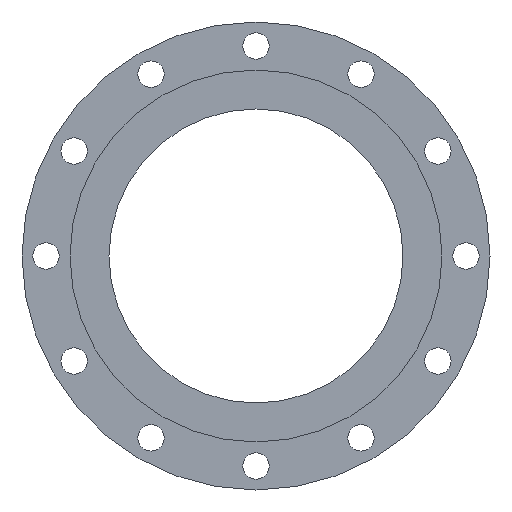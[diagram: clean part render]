
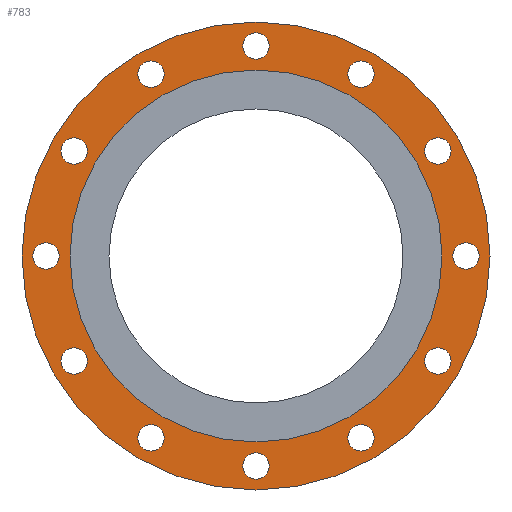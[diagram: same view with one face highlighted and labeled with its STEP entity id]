
A CAD part, front view. The second image highlights one B-rep face of the part: STEP entity #783.
In plain terms, the highlighted planar face has unit normal (0, -1, 0).
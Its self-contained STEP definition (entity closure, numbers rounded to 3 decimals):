
#29=FACE_BOUND('',#159,.T.);
#30=FACE_BOUND('',#160,.T.);
#31=FACE_BOUND('',#161,.T.);
#32=FACE_BOUND('',#162,.T.);
#33=FACE_BOUND('',#163,.T.);
#34=FACE_BOUND('',#164,.T.);
#35=FACE_BOUND('',#165,.T.);
#36=FACE_BOUND('',#166,.T.);
#37=FACE_BOUND('',#167,.T.);
#38=FACE_BOUND('',#168,.T.);
#39=FACE_BOUND('',#169,.T.);
#40=FACE_BOUND('',#170,.T.);
#41=FACE_BOUND('',#171,.T.);
#71=PLANE('',#897);
#106=FACE_OUTER_BOUND('',#158,.T.);
#158=EDGE_LOOP('',(#616));
#159=EDGE_LOOP('',(#617));
#160=EDGE_LOOP('',(#618));
#161=EDGE_LOOP('',(#619));
#162=EDGE_LOOP('',(#620));
#163=EDGE_LOOP('',(#621));
#164=EDGE_LOOP('',(#622));
#165=EDGE_LOOP('',(#623));
#166=EDGE_LOOP('',(#624));
#167=EDGE_LOOP('',(#625));
#168=EDGE_LOOP('',(#626));
#169=EDGE_LOOP('',(#627));
#170=EDGE_LOOP('',(#628));
#171=EDGE_LOOP('',(#629));
#271=CIRCLE('',#819,11.);
#275=CIRCLE('',#825,11.);
#279=CIRCLE('',#831,11.);
#283=CIRCLE('',#837,11.);
#287=CIRCLE('',#843,11.);
#291=CIRCLE('',#849,11.);
#295=CIRCLE('',#855,11.);
#299=CIRCLE('',#861,11.);
#303=CIRCLE('',#867,11.);
#307=CIRCLE('',#873,11.);
#311=CIRCLE('',#879,11.);
#315=CIRCLE('',#885,11.);
#322=CIRCLE('',#896,195.);
#323=CIRCLE('',#898,154.996);
#338=VERTEX_POINT('',#1167);
#342=VERTEX_POINT('',#1179);
#346=VERTEX_POINT('',#1191);
#350=VERTEX_POINT('',#1203);
#354=VERTEX_POINT('',#1215);
#358=VERTEX_POINT('',#1227);
#362=VERTEX_POINT('',#1239);
#366=VERTEX_POINT('',#1251);
#370=VERTEX_POINT('',#1263);
#374=VERTEX_POINT('',#1275);
#378=VERTEX_POINT('',#1287);
#382=VERTEX_POINT('',#1299);
#388=VERTEX_POINT('',#1318);
#389=VERTEX_POINT('',#1322);
#403=EDGE_CURVE('',#338,#338,#271,.T.);
#409=EDGE_CURVE('',#342,#342,#275,.T.);
#415=EDGE_CURVE('',#346,#346,#279,.T.);
#421=EDGE_CURVE('',#350,#350,#283,.T.);
#427=EDGE_CURVE('',#354,#354,#287,.T.);
#433=EDGE_CURVE('',#358,#358,#291,.T.);
#439=EDGE_CURVE('',#362,#362,#295,.T.);
#445=EDGE_CURVE('',#366,#366,#299,.T.);
#451=EDGE_CURVE('',#370,#370,#303,.T.);
#457=EDGE_CURVE('',#374,#374,#307,.T.);
#463=EDGE_CURVE('',#378,#378,#311,.T.);
#469=EDGE_CURVE('',#382,#382,#315,.T.);
#477=EDGE_CURVE('',#388,#388,#322,.T.);
#479=EDGE_CURVE('',#389,#389,#323,.T.);
#616=ORIENTED_EDGE('',*,*,#477,.T.);
#617=ORIENTED_EDGE('',*,*,#403,.T.);
#618=ORIENTED_EDGE('',*,*,#409,.T.);
#619=ORIENTED_EDGE('',*,*,#415,.T.);
#620=ORIENTED_EDGE('',*,*,#421,.T.);
#621=ORIENTED_EDGE('',*,*,#427,.T.);
#622=ORIENTED_EDGE('',*,*,#433,.T.);
#623=ORIENTED_EDGE('',*,*,#439,.T.);
#624=ORIENTED_EDGE('',*,*,#445,.T.);
#625=ORIENTED_EDGE('',*,*,#451,.T.);
#626=ORIENTED_EDGE('',*,*,#457,.T.);
#627=ORIENTED_EDGE('',*,*,#463,.T.);
#628=ORIENTED_EDGE('',*,*,#469,.T.);
#629=ORIENTED_EDGE('',*,*,#479,.F.);
#783=ADVANCED_FACE('',(#106,#29,#30,#31,#32,#33,#34,#35,#36,#37,#38,#39,
#40,#41),#71,.T.);
#819=AXIS2_PLACEMENT_3D('',#1169,#932,#933);
#825=AXIS2_PLACEMENT_3D('',#1181,#946,#947);
#831=AXIS2_PLACEMENT_3D('',#1193,#960,#961);
#837=AXIS2_PLACEMENT_3D('',#1205,#974,#975);
#843=AXIS2_PLACEMENT_3D('',#1217,#988,#989);
#849=AXIS2_PLACEMENT_3D('',#1229,#1002,#1003);
#855=AXIS2_PLACEMENT_3D('',#1241,#1016,#1017);
#861=AXIS2_PLACEMENT_3D('',#1253,#1030,#1031);
#867=AXIS2_PLACEMENT_3D('',#1265,#1044,#1045);
#873=AXIS2_PLACEMENT_3D('',#1277,#1058,#1059);
#879=AXIS2_PLACEMENT_3D('',#1289,#1072,#1073);
#885=AXIS2_PLACEMENT_3D('',#1301,#1086,#1087);
#896=AXIS2_PLACEMENT_3D('',#1319,#1109,#1110);
#897=AXIS2_PLACEMENT_3D('',#1321,#1112,#1113);
#898=AXIS2_PLACEMENT_3D('',#1323,#1114,#1115);
#932=DIRECTION('center_axis',(0.,1.,0.));
#933=DIRECTION('ref_axis',(1.,0.,0.));
#946=DIRECTION('center_axis',(0.,1.,0.));
#947=DIRECTION('ref_axis',(1.,0.,0.));
#960=DIRECTION('center_axis',(0.,1.,0.));
#961=DIRECTION('ref_axis',(1.,0.,0.));
#974=DIRECTION('center_axis',(0.,1.,0.));
#975=DIRECTION('ref_axis',(1.,0.,0.));
#988=DIRECTION('center_axis',(0.,1.,0.));
#989=DIRECTION('ref_axis',(1.,0.,0.));
#1002=DIRECTION('center_axis',(0.,1.,0.));
#1003=DIRECTION('ref_axis',(1.,0.,0.));
#1016=DIRECTION('center_axis',(0.,1.,0.));
#1017=DIRECTION('ref_axis',(1.,0.,0.));
#1030=DIRECTION('center_axis',(0.,1.,0.));
#1031=DIRECTION('ref_axis',(1.,0.,0.));
#1044=DIRECTION('center_axis',(0.,1.,0.));
#1045=DIRECTION('ref_axis',(1.,0.,0.));
#1058=DIRECTION('center_axis',(0.,1.,0.));
#1059=DIRECTION('ref_axis',(1.,0.,0.));
#1072=DIRECTION('center_axis',(0.,1.,0.));
#1073=DIRECTION('ref_axis',(1.,0.,0.));
#1086=DIRECTION('center_axis',(0.,1.,0.));
#1087=DIRECTION('ref_axis',(1.,0.,0.));
#1109=DIRECTION('center_axis',(0.,-1.,0.));
#1110=DIRECTION('ref_axis',(1.,0.,0.));
#1112=DIRECTION('center_axis',(0.,-1.,0.));
#1113=DIRECTION('ref_axis',(0.,0.,-1.));
#1114=DIRECTION('center_axis',(0.,-1.,0.));
#1115=DIRECTION('ref_axis',(1.,0.,0.));
#1167=CARTESIAN_POINT('',(76.5,9.13,-151.554));
#1169=CARTESIAN_POINT('Origin',(87.5,9.13,-151.554));
#1179=CARTESIAN_POINT('',(-162.554,9.13,-87.5));
#1181=CARTESIAN_POINT('Origin',(-151.554,9.13,-87.5));
#1191=CARTESIAN_POINT('',(164.,9.13,0.));
#1193=CARTESIAN_POINT('Origin',(175.,9.13,0.));
#1203=CARTESIAN_POINT('',(-98.5,9.13,151.554));
#1205=CARTESIAN_POINT('Origin',(-87.5,9.13,151.554));
#1215=CARTESIAN_POINT('',(-162.554,9.13,87.5));
#1217=CARTESIAN_POINT('Origin',(-151.554,9.13,87.5));
#1227=CARTESIAN_POINT('',(140.554,9.13,87.5));
#1229=CARTESIAN_POINT('Origin',(151.554,9.13,87.5));
#1239=CARTESIAN_POINT('',(-11.,9.13,-175.));
#1241=CARTESIAN_POINT('Origin',(0.,9.13,-175.));
#1251=CARTESIAN_POINT('',(-98.5,9.13,-151.554));
#1253=CARTESIAN_POINT('Origin',(-87.5,9.13,-151.554));
#1263=CARTESIAN_POINT('',(140.554,9.13,-87.5));
#1265=CARTESIAN_POINT('Origin',(151.554,9.13,-87.5));
#1275=CARTESIAN_POINT('',(-11.,9.13,175.));
#1277=CARTESIAN_POINT('Origin',(0.,9.13,
175.));
#1287=CARTESIAN_POINT('',(-186.,9.13,0.));
#1289=CARTESIAN_POINT('Origin',(-175.,9.13,0.));
#1299=CARTESIAN_POINT('',(76.5,9.13,151.554));
#1301=CARTESIAN_POINT('Origin',(87.5,9.13,151.554));
#1318=CARTESIAN_POINT('',(-195.,9.13,0.));
#1319=CARTESIAN_POINT('Origin',(0.,9.13,0.));
#1321=CARTESIAN_POINT('Origin',(154.996,9.13,0.));
#1322=CARTESIAN_POINT('',(-154.996,9.13,0.));
#1323=CARTESIAN_POINT('Origin',(0.,9.13,0.));
